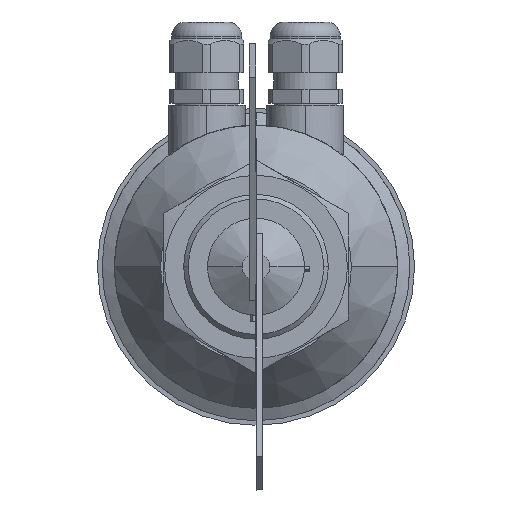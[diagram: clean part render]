
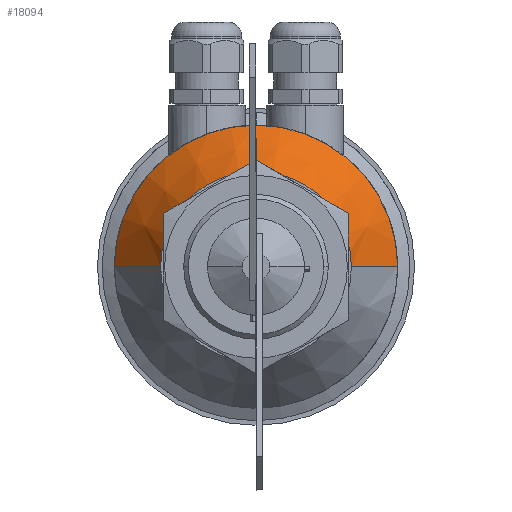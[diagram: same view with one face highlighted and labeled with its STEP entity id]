
A CAD part, front view. The second image highlights one B-rep face of the part: STEP entity #18094.
In plain terms, the highlighted conical face has half-angle 34.902 degrees and reference radius 46 mm.
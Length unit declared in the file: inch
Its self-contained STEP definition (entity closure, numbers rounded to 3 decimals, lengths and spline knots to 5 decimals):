
#56 = EDGE_LOOP ( 'NONE', ( #3590, #1534, #8254, #16528, #15909 ) ) ;
#264 = DIRECTION ( 'NONE',  ( -1., 0., 0. ) ) ;
#724 = EDGE_CURVE ( 'NONE', #2267, #14208, #21046, .T. ) ;
#1534 = ORIENTED_EDGE ( 'NONE', *, *, #7871, .T. ) ;
#1668 = CARTESIAN_POINT ( 'NONE',  ( 1.81102, 0.84646, 0. ) ) ;
#2267 = VERTEX_POINT ( 'NONE', #4699 ) ;
#3590 = ORIENTED_EDGE ( 'NONE', *, *, #724, .T. ) ;
#3787 = VECTOR ( 'NONE', #5183, 39.37008 ) ;
#4230 = CARTESIAN_POINT ( 'NONE',  ( 1.81102, 0.84646, 0. ) ) ;
#4253 = DIRECTION ( 'NONE',  ( -1., 0., 0. ) ) ;
#4631 = CARTESIAN_POINT ( 'NONE',  ( 0., 0.84646, 0. ) ) ;
#4699 = CARTESIAN_POINT ( 'NONE',  ( -1.22047, 0., 0. ) ) ;
#5183 = DIRECTION ( 'NONE',  ( 0.572, 0.82, 0. ) ) ;
#5560 = CARTESIAN_POINT ( 'NONE',  ( 0., 0.84646, 1.81102 ) ) ;
#5581 = CIRCLE ( 'NONE', #10021, 1.81102 ) ;
#6990 = LINE ( 'NONE', #12195, #20056 ) ;
#7242 = LINE ( 'NONE', #1668, #3787 ) ;
#7390 = CONICAL_SURFACE ( 'NONE', #17681, 1.81102, 0.609 ) ;
#7460 = EDGE_CURVE ( 'NONE', #2267, #20128, #6990, .T. ) ;
#7822 = CARTESIAN_POINT ( 'NONE',  ( 0., 0.84646, 0. ) ) ;
#7871 = EDGE_CURVE ( 'NONE', #14208, #12953, #7242, .T. ) ;
#8254 = ORIENTED_EDGE ( 'NONE', *, *, #20977, .F. ) ;
#10021 = AXIS2_PLACEMENT_3D ( 'NONE', #4631, #19977, #15044 ) ;
#10175 = CIRCLE ( 'NONE', #11197, 1.81102 ) ;
#10667 = VERTEX_POINT ( 'NONE', #5560 ) ;
#11197 = AXIS2_PLACEMENT_3D ( 'NONE', #21352, #19835, #19770 ) ;
#11979 = CARTESIAN_POINT ( 'NONE',  ( 0., 0., 0. ) ) ;
#12195 = CARTESIAN_POINT ( 'NONE',  ( -1.81102, 0.84646, 0. ) ) ;
#12953 = VERTEX_POINT ( 'NONE', #4230 ) ;
#13520 = EDGE_CURVE ( 'NONE', #20128, #10667, #10175, .T. ) ;
#13838 = DIRECTION ( 'NONE',  ( 0., 1., 0. ) ) ;
#14208 = VERTEX_POINT ( 'NONE', #16545 ) ;
#14280 = FACE_OUTER_BOUND ( 'NONE', #56, .T. ) ;
#15044 = DIRECTION ( 'NONE',  ( 0., 0., -1. ) ) ;
#15563 = AXIS2_PLACEMENT_3D ( 'NONE', #11979, #13838, #264 ) ;
#15909 = ORIENTED_EDGE ( 'NONE', *, *, #7460, .F. ) ;
#16528 = ORIENTED_EDGE ( 'NONE', *, *, #13520, .F. ) ;
#16545 = CARTESIAN_POINT ( 'NONE',  ( 1.22047, 0., 0. ) ) ;
#17681 = AXIS2_PLACEMENT_3D ( 'NONE', #7822, #19520, #4253 ) ;
#18094 = ADVANCED_FACE ( 'NONE', ( #14280 ), #7390, .T. ) ;
#18742 = CARTESIAN_POINT ( 'NONE',  ( -1.81102, 0.84646, 0. ) ) ;
#19520 = DIRECTION ( 'NONE',  ( 0., 1., 0. ) ) ;
#19770 = DIRECTION ( 'NONE',  ( 0., 0., -1. ) ) ;
#19835 = DIRECTION ( 'NONE',  ( 0., 1., 0. ) ) ;
#19977 = DIRECTION ( 'NONE',  ( 0., 1., 0. ) ) ;
#20056 = VECTOR ( 'NONE', #20566, 39.37008 ) ;
#20128 = VERTEX_POINT ( 'NONE', #18742 ) ;
#20566 = DIRECTION ( 'NONE',  ( -0.572, 0.82, 0. ) ) ;
#20977 = EDGE_CURVE ( 'NONE', #10667, #12953, #5581, .T. ) ;
#21046 = CIRCLE ( 'NONE', #15563, 1.22047 ) ;
#21352 = CARTESIAN_POINT ( 'NONE',  ( 0., 0.84646, 0. ) ) ;
